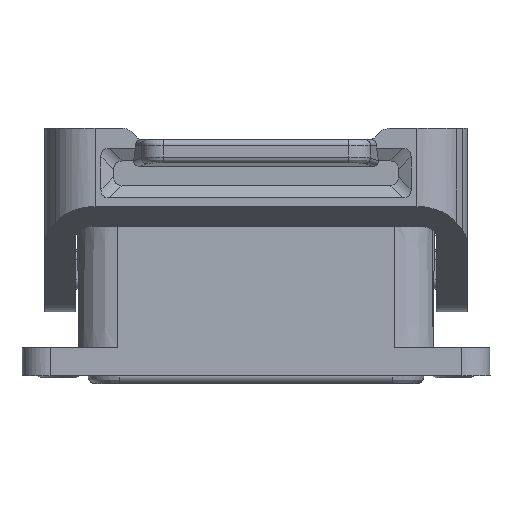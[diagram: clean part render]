
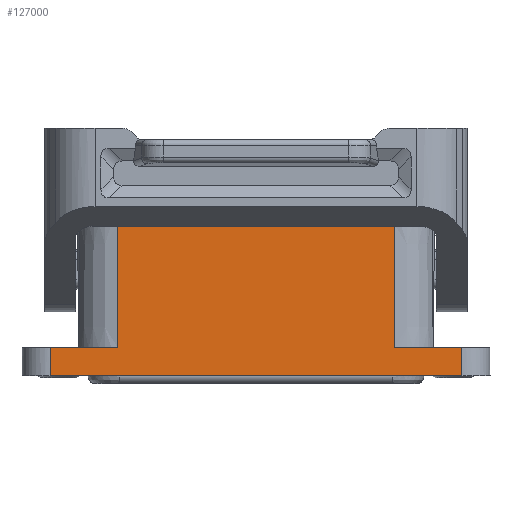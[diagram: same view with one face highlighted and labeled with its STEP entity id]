
A CAD part, front view. The second image highlights one B-rep face of the part: STEP entity #127000.
In plain terms, the highlighted face is planar.
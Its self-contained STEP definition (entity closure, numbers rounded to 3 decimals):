
#2730=CARTESIAN_POINT('',(-8.247,23.6,-23.));
#2740=VERTEX_POINT('',#2730);
#3620=CARTESIAN_POINT('',(-57.247,23.6,-23.));
#3630=VERTEX_POINT('',#3620);
#3660=CARTESIAN_POINT('',(0.,23.6,-23.));
#3670=DIRECTION('',(-1.,0.,0.));
#3680=VECTOR('',#3670,1.);
#3690=LINE('',#3660,#3680);
#3700=EDGE_CURVE('',#2740,#3630,#3690,.T.);
#14170=CARTESIAN_POINT('',(-8.247,23.6,-23.));
#14180=DIRECTION('',(0.,-1.,
-0.009));
#14190=VECTOR('',#14180,802.151);
#14200=LINE('',#14170,#14190);
#14210=CARTESIAN_POINT('',(-8.247,1.6,
-23.192));
#14220=VERTEX_POINT('',#14210);
#14230=EDGE_CURVE('',#2740,#14220,#14200,.T.);
#49330=CARTESIAN_POINT('',(-69.203,1.6,
-23.192));
#49340=VERTEX_POINT('',#49330);
#49370=CARTESIAN_POINT('',(0.,1.6,-23.192));
#49380=DIRECTION('',(1.,0.,0.));
#49390=VECTOR('',#49380,1.);
#49400=LINE('',#49370,#49390);
#49410=CARTESIAN_POINT('',(-57.247,1.6,
-23.192));
#49420=VERTEX_POINT('',#49410);
#49430=EDGE_CURVE('',#49340,#49420,#49400,.T.);
#63410=CARTESIAN_POINT('',(-69.247,-3.4,-23.236
));
#63420=VERTEX_POINT('',#63410);
#63450=CARTESIAN_POINT('',(-69.217,0.044,
-23.206));
#63460=DIRECTION('',(-0.009,-1.,
-0.009));
#63470=VECTOR('',#63460,1.);
#63480=LINE('',#63450,#63470);
#63490=EDGE_CURVE('',#49340,#63420,#63480,.T.);
#77680=CARTESIAN_POINT('',(3.754,-3.4,
-23.236));
#77690=VERTEX_POINT('',#77680);
#77720=CARTESIAN_POINT('',(0.,-3.4,-23.236));
#77730=DIRECTION('',(1.,0.,0.));
#77740=VECTOR('',#77730,1.);
#77750=LINE('',#77720,#77740);
#77760=EDGE_CURVE('',#63420,#77690,#77750,.T.);
#111010=CARTESIAN_POINT('',(3.724,0.044,
-23.206));
#111020=DIRECTION('',(0.009,-1.,
-0.009));
#111030=VECTOR('',#111020,1.);
#111040=LINE('',#111010,#111030);
#111050=CARTESIAN_POINT('',(3.71,1.6,
-23.192));
#111060=VERTEX_POINT('',#111050);
#111070=EDGE_CURVE('',#111060,#77690,#111040,.T.);
#121290=CARTESIAN_POINT('',(-57.247,23.6,-23.));
#121300=DIRECTION('',(0.,-1.,
-0.009));
#121310=VECTOR('',#121300,802.151);
#121320=LINE('',#121290,#121310);
#121330=EDGE_CURVE('',#3630,#49420,#121320,.T.);
#126590=CARTESIAN_POINT('',(0.,1.6,-23.192));
#126600=DIRECTION('',(1.,0.,0.));
#126610=VECTOR('',#126600,1.);
#126620=LINE('',#126590,#126610);
#126630=EDGE_CURVE('',#14220,#111060,#126620,.T.);
#126850=CARTESIAN_POINT('',(-134.247,1.601,
-23.192));
#126860=DIRECTION('',(0.,-0.009,
1.));
#126870=DIRECTION('',(1.,0.,0.));
#126880=AXIS2_PLACEMENT_3D('',#126850,#126860,#126870);
#126890=PLANE('',#126880);
#126900=ORIENTED_EDGE('',*,*,#77760,.F.);
#126910=ORIENTED_EDGE('',*,*,#111070,.T.);
#126920=ORIENTED_EDGE('',*,*,#126630,.T.);
#126930=ORIENTED_EDGE('',*,*,#14230,.T.);
#126940=ORIENTED_EDGE('',*,*,#3700,.F.);
#126950=ORIENTED_EDGE('',*,*,#121330,.F.);
#126960=ORIENTED_EDGE('',*,*,#49430,.T.);
#126970=ORIENTED_EDGE('',*,*,#63490,.F.);
#126980=EDGE_LOOP('',(#126970,#126960,#126950,#126940,#126930,#126920,
#126910,#126900));
#126990=FACE_OUTER_BOUND('',#126980,.T.);
#127000=ADVANCED_FACE('',(#126990),#126890,.F.);
